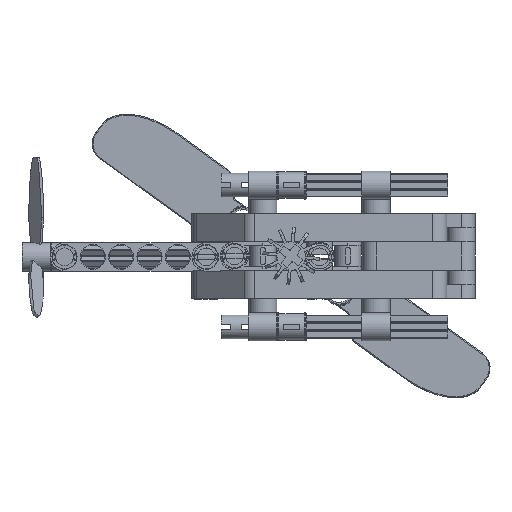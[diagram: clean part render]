
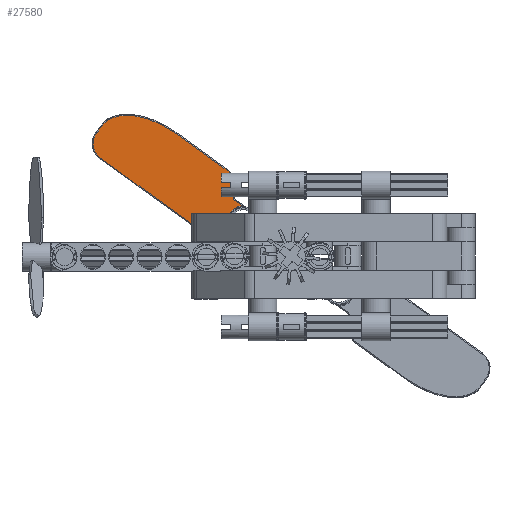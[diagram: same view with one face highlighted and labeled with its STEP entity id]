
A CAD part, front view. The second image highlights one B-rep face of the part: STEP entity #27580.
In plain terms, the highlighted face is planar.
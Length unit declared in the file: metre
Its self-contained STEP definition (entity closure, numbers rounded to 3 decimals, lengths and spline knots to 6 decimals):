
#583=B_SPLINE_CURVE_WITH_KNOTS('',3,(#46516,#46517,#46518,#46519,#46520,
#46521,#46522),.UNSPECIFIED.,.F.,.F.,(4,1,1,1,4),(0.,0.002146,
0.004292,0.006438,0.008584),
 .UNSPECIFIED.);
#2361=CIRCLE('',#30380,0.0019);
#2362=CIRCLE('',#30381,0.00165);
#8767=ORIENTED_EDGE('',*,*,#13601,.T.);
#8768=ORIENTED_EDGE('',*,*,#13602,.T.);
#8769=ORIENTED_EDGE('',*,*,#13603,.T.);
#8770=ORIENTED_EDGE('',*,*,#13604,.T.);
#8771=ORIENTED_EDGE('',*,*,#13605,.T.);
#8772=ORIENTED_EDGE('',*,*,#13606,.T.);
#8773=ORIENTED_EDGE('',*,*,#13607,.T.);
#8774=ORIENTED_EDGE('',*,*,#13608,.T.);
#8775=ORIENTED_EDGE('',*,*,#13609,.T.);
#8776=ORIENTED_EDGE('',*,*,#13610,.T.);
#13601=EDGE_CURVE('',#16572,#16573,#2361,.F.);
#13602=EDGE_CURVE('',#16573,#16574,#19040,.F.);
#13603=EDGE_CURVE('',#16574,#16575,#19041,.F.);
#13604=EDGE_CURVE('',#16575,#16576,#19042,.F.);
#13605=EDGE_CURVE('',#16576,#16577,#2362,.T.);
#13606=EDGE_CURVE('',#16577,#16578,#19043,.T.);
#13607=EDGE_CURVE('',#16578,#16579,#19044,.T.);
#13608=EDGE_CURVE('',#16579,#16580,#19045,.T.);
#13609=EDGE_CURVE('',#16580,#16581,#583,.T.);
#13610=EDGE_CURVE('',#16581,#16572,#19046,.T.);
#16572=VERTEX_POINT('',#46500);
#16573=VERTEX_POINT('',#46501);
#16574=VERTEX_POINT('',#46503);
#16575=VERTEX_POINT('',#46505);
#16576=VERTEX_POINT('',#46507);
#16577=VERTEX_POINT('',#46509);
#16578=VERTEX_POINT('',#46511);
#16579=VERTEX_POINT('',#46513);
#16580=VERTEX_POINT('',#46515);
#16581=VERTEX_POINT('',#46523);
#19040=LINE('',#46502,#21326);
#19041=LINE('',#46504,#21327);
#19042=LINE('',#46506,#21328);
#19043=LINE('',#46510,#21329);
#19044=LINE('',#46512,#21330);
#19045=LINE('',#46514,#21331);
#19046=LINE('',#46524,#21332);
#21326=VECTOR('',#37251,1.);
#21327=VECTOR('',#37252,1.);
#21328=VECTOR('',#37253,1.);
#21329=VECTOR('',#37256,1.);
#21330=VECTOR('',#37257,1.);
#21331=VECTOR('',#37258,1.);
#21332=VECTOR('',#37259,1.);
#23148=EDGE_LOOP('',(#8767,#8768,#8769,#8770,#8771,#8772,#8773,#8774,#8775,
#8776));
#25106=FACE_BOUND('',#23148,.T.);
#26260=PLANE('',#30379);
#27580=ADVANCED_FACE('',(#25106),#26260,.F.);
#30379=AXIS2_PLACEMENT_3D('',#46498,#37247,#37248);
#30380=AXIS2_PLACEMENT_3D('',#46499,#37249,#37250);
#30381=AXIS2_PLACEMENT_3D('',#46508,#37254,#37255);
#37247=DIRECTION('',(1.,0.,0.));
#37248=DIRECTION('',(0.,1.,0.));
#37249=DIRECTION('',(1.,0.,0.));
#37250=DIRECTION('',(0.,0.,-1.));
#37251=DIRECTION('',(0.,1.,0.));
#37252=DIRECTION('',(0.,0.707,-0.707));
#37253=DIRECTION('',(0.,1.,0.));
#37254=DIRECTION('',(1.,0.,0.));
#37255=DIRECTION('',(0.,0.,-1.));
#37256=DIRECTION('',(0.,1.,0.));
#37257=DIRECTION('',(0.,0.707,0.707));
#37258=DIRECTION('',(0.,1.,0.));
#37259=DIRECTION('',(0.,0.,-1.));
#46498=CARTESIAN_POINT('',(-0.000375,0.007058,0.));
#46499=CARTESIAN_POINT('',(-0.000375,0.014915,-0.0015));
#46500=CARTESIAN_POINT('',(-0.000375,0.016815,-0.0015));
#46501=CARTESIAN_POINT('',(-0.000375,0.014915,-0.0034));
#46502=CARTESIAN_POINT('',(-0.000375,0.007058,-0.0034));
#46503=CARTESIAN_POINT('',(-0.000375,0.003057,-0.0034));
#46504=CARTESIAN_POINT('',(-0.000375,0.000986,-0.001329));
#46505=CARTESIAN_POINT('',(-0.000375,0.000957,-0.0013));
#46506=CARTESIAN_POINT('',(-0.000375,0.007058,-0.0013));
#46507=CARTESIAN_POINT('',(-0.000375,-0.000234,-0.0013));
#46508=CARTESIAN_POINT('',(-0.000375,-0.00125,0.));
#46509=CARTESIAN_POINT('',(-0.000375,-0.000234,0.0013));
#46510=CARTESIAN_POINT('',(-0.000375,0.000915,0.0013));
#46511=CARTESIAN_POINT('',(-0.000375,0.000957,0.0013));
#46512=CARTESIAN_POINT('',(-0.000375,0.003086,0.003429));
#46513=CARTESIAN_POINT('',(-0.000375,0.003057,0.0034));
#46514=CARTESIAN_POINT('',(-0.000375,0.009915,0.0034));
#46515=CARTESIAN_POINT('',(-0.000375,0.009915,0.0034));
#46516=CARTESIAN_POINT('',(-0.000375,0.009915,0.0034));
#46517=CARTESIAN_POINT('',(-0.000375,0.010638,0.0034));
#46518=CARTESIAN_POINT('',(-0.000375,0.012064,0.003276));
#46519=CARTESIAN_POINT('',(-0.000375,0.014151,0.002674));
#46520=CARTESIAN_POINT('',(-0.000375,0.016039,0.001567));
#46521=CARTESIAN_POINT('',(-0.000375,0.016815,0.000233));
#46522=CARTESIAN_POINT('',(-0.000375,0.016815,-0.0005));
#46523=CARTESIAN_POINT('',(-0.000375,0.016815,-0.0005));
#46524=CARTESIAN_POINT('',(-0.000375,0.016815,-0.0015));
